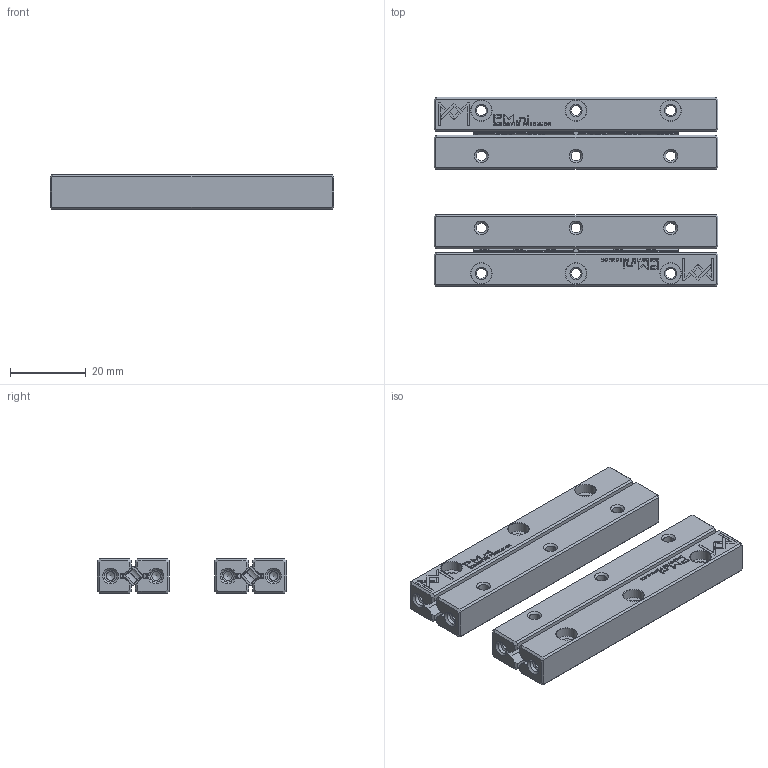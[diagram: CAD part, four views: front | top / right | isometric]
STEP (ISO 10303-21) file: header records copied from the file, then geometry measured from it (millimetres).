
FILE_DESCRIPTION(/* description */ (''),/* implementation_level */ '2;1');
FILE_NAME(/* name */ 'Set RNG-4075x10KRE-ACC_stp.stp',/* time_stamp */ '2025-05-02T14:13:37+02:00',/* author */ (''),/* organization */ (''),/* preprocessor_version */ 'ST-DEVELOPER v16.7',/* originating_system */ 'SIEMENS PLM Software NX 12.0',/* authorisation */ '');
FILE_SCHEMA (('AUTOMOTIVE_DESIGN { 1 0 10303 214 3 1 1 1 }'));
Products named in the file (1): Set RNG-4075x10KRE-ACC_stp
Bounding box: 75 x 50 x 9 mm (x, y, z)
Volume: 21956.9 mm3; surface area: 18716.8 mm2
Topology: 36 solids, 36 shells, 3564 faces, 9942 edges, 6578 vertices
Faces by surface type: plane 2244, cylinder 592, bspline 360, torus 168, cone 108, extrusion 92
Full cylindrical faces by diameter (mm): 0.5 x96, 1.5 x8, 2 x20, 2.26 x8, 2.65 x12, 3.2 x8, 4 x20, 5.5 x12
Entity records: 126686 total; most frequent: CARTESIAN_POINT 30189, ORIENTED_EDGE 19096, DIRECTION 16378, EDGE_CURVE 9548, VECTOR 6792, LINE 6700, VERTEX_POINT 6480, AXIS2_PLACEMENT_3D 4793
